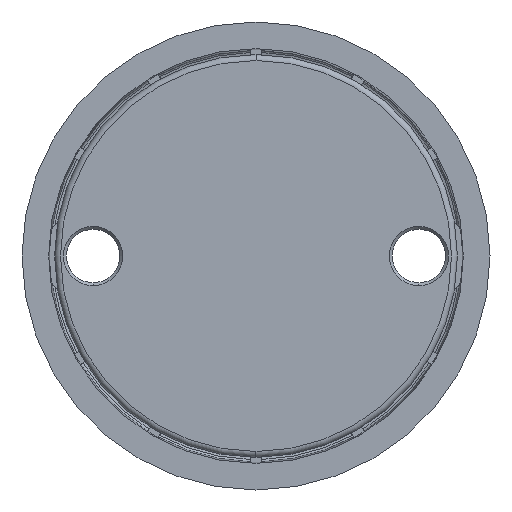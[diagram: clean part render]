
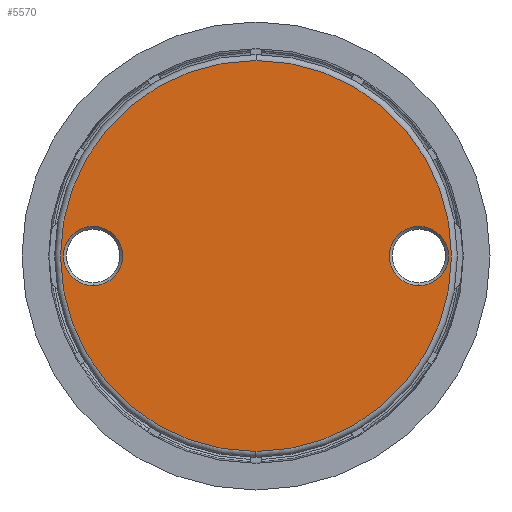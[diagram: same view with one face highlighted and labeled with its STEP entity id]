
A CAD part, front view. The second image highlights one B-rep face of the part: STEP entity #5570.
In plain terms, the highlighted planar face has unit normal (0, -1, 0).
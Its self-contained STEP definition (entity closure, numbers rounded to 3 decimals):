
#97 = DIRECTION ( 'NONE',  ( 0., 0., 1. ) ) ;
#103 = CARTESIAN_POINT ( 'NONE',  ( -27.5, 0., 5. ) ) ;
#515 = CARTESIAN_POINT ( 'NONE',  ( 0., 0., 0. ) ) ;
#574 = VERTEX_POINT ( 'NONE', #9077 ) ;
#633 = EDGE_CURVE ( 'NONE', #10806, #6642, #7374, .T. ) ;
#969 = CARTESIAN_POINT ( 'NONE',  ( 27.5, 0., 0. ) ) ;
#1008 = EDGE_CURVE ( 'NONE', #10158, #574, #1082, .T. ) ;
#1082 = CIRCLE ( 'NONE', #8159, 5. ) ;
#1382 = EDGE_LOOP ( 'NONE', ( #6893, #3542 ) ) ;
#1417 = DIRECTION ( 'NONE',  ( 0., 0., -1. ) ) ;
#1448 = DIRECTION ( 'NONE',  ( 1., 0., 0. ) ) ;
#1581 = FACE_OUTER_BOUND ( 'NONE', #1382, .T. ) ;
#2528 = DIRECTION ( 'NONE',  ( 0., 1., 0. ) ) ;
#2603 = EDGE_LOOP ( 'NONE', ( #11037, #10522 ) ) ;
#2742 = DIRECTION ( 'NONE',  ( 0., 0., -1. ) ) ;
#2770 = CIRCLE ( 'NONE', #3372, 33. ) ;
#3309 = AXIS2_PLACEMENT_3D ( 'NONE', #6133, #5435, #1448 ) ;
#3317 = CARTESIAN_POINT ( 'NONE',  ( 27.5, 0., 0. ) ) ;
#3372 = AXIS2_PLACEMENT_3D ( 'NONE', #515, #4359, #8235 ) ;
#3542 = ORIENTED_EDGE ( 'NONE', *, *, #7888, .T. ) ;
#3804 = EDGE_CURVE ( 'NONE', #6642, #10806, #6797, .T. ) ;
#3876 = EDGE_CURVE ( 'NONE', #574, #10158, #11470, .T. ) ;
#4180 = ORIENTED_EDGE ( 'NONE', *, *, #3876, .T. ) ;
#4359 = DIRECTION ( 'NONE',  ( 0., -1., 0. ) ) ;
#4764 = CARTESIAN_POINT ( 'NONE',  ( 27.5, 0., -5. ) ) ;
#4972 = AXIS2_PLACEMENT_3D ( 'NONE', #969, #9518, #2742 ) ;
#5189 = VERTEX_POINT ( 'NONE', #9261 ) ;
#5224 = EDGE_LOOP ( 'NONE', ( #8591, #4180 ) ) ;
#5435 = DIRECTION ( 'NONE',  ( 0., -1., 0. ) ) ;
#5458 = CARTESIAN_POINT ( 'NONE',  ( 0., 0., -33. ) ) ;
#5560 = CARTESIAN_POINT ( 'NONE',  ( -27.5, 0., 0. ) ) ;
#5570 = ADVANCED_FACE ( 'NONE', ( #1581, #9047, #8168 ), #12028, .T. ) ;
#5706 = CARTESIAN_POINT ( 'NONE',  ( -27.5, 0., 0. ) ) ;
#6133 = CARTESIAN_POINT ( 'NONE',  ( -33.366, 0., -33. ) ) ;
#6195 = AXIS2_PLACEMENT_3D ( 'NONE', #5706, #12299, #9586 ) ;
#6642 = VERTEX_POINT ( 'NONE', #4764 ) ;
#6797 = CIRCLE ( 'NONE', #4972, 5. ) ;
#6893 = ORIENTED_EDGE ( 'NONE', *, *, #8051, .T. ) ;
#7374 = CIRCLE ( 'NONE', #10182, 5. ) ;
#7413 = DIRECTION ( 'NONE',  ( 0., 0., -1. ) ) ;
#7888 = EDGE_CURVE ( 'NONE', #11465, #5189, #11049, .T. ) ;
#8051 = EDGE_CURVE ( 'NONE', #5189, #11465, #2770, .T. ) ;
#8159 = AXIS2_PLACEMENT_3D ( 'NONE', #5560, #2528, #7413 ) ;
#8168 = FACE_BOUND ( 'NONE', #2603, .T. ) ;
#8235 = DIRECTION ( 'NONE',  ( 0., 0., 1. ) ) ;
#8591 = ORIENTED_EDGE ( 'NONE', *, *, #1008, .T. ) ;
#8757 = DIRECTION ( 'NONE',  ( 0., -1., 0. ) ) ;
#9047 = FACE_BOUND ( 'NONE', #5224, .T. ) ;
#9077 = CARTESIAN_POINT ( 'NONE',  ( -27.5, 0., -5. ) ) ;
#9261 = CARTESIAN_POINT ( 'NONE',  ( 0., 0., 33. ) ) ;
#9518 = DIRECTION ( 'NONE',  ( 0., -1., 0. ) ) ;
#9586 = DIRECTION ( 'NONE',  ( 0., 0., -1. ) ) ;
#10090 = DIRECTION ( 'NONE',  ( 0., -1., 0. ) ) ;
#10158 = VERTEX_POINT ( 'NONE', #103 ) ;
#10182 = AXIS2_PLACEMENT_3D ( 'NONE', #3317, #10090, #1417 ) ;
#10522 = ORIENTED_EDGE ( 'NONE', *, *, #3804, .F. ) ;
#10648 = CARTESIAN_POINT ( 'NONE',  ( 0., 0., 0. ) ) ;
#10806 = VERTEX_POINT ( 'NONE', #12282 ) ;
#11037 = ORIENTED_EDGE ( 'NONE', *, *, #633, .F. ) ;
#11049 = CIRCLE ( 'NONE', #11650, 33. ) ;
#11465 = VERTEX_POINT ( 'NONE', #5458 ) ;
#11470 = CIRCLE ( 'NONE', #6195, 5. ) ;
#11650 = AXIS2_PLACEMENT_3D ( 'NONE', #10648, #8757, #97 ) ;
#12028 = PLANE ( 'NONE',  #3309 ) ;
#12282 = CARTESIAN_POINT ( 'NONE',  ( 27.5, 0., 5. ) ) ;
#12299 = DIRECTION ( 'NONE',  ( 0., 1., 0. ) ) ;
